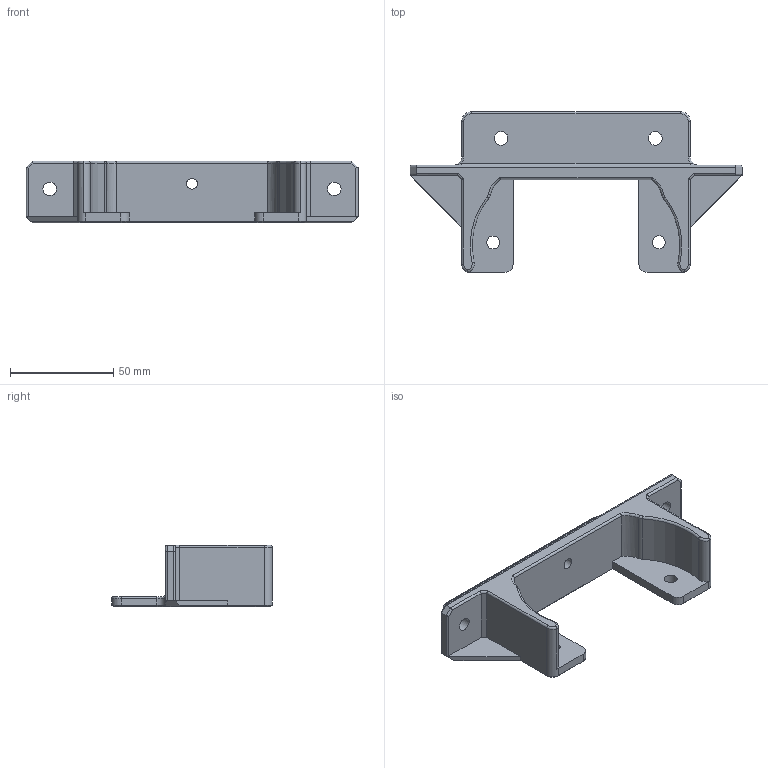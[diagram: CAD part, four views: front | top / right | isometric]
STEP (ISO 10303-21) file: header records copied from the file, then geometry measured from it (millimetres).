
FILE_DESCRIPTION(/* description */ (''),/* implementation_level */ '2;1');
FILE_NAME(/* name */ 'Mounting bracket.step',/* time_stamp */ '2021-06-29T23:32:04-04:00',/* author */ (''),/* organization */ (''),/* preprocessor_version */ 'ST-DEVELOPER v18.1',/* originating_system */ 'Autodesk Translation Framework v10.9.0.1377',/* authorisation */ '');
FILE_SCHEMA (('AUTOMOTIVE_DESIGN { 1 0 10303 214 3 1 1 }'));
Length unit declared in the file: millimetre
Products named in the file (1): Mounting bracket
Bounding box: 161 x 78 x 30 mm (x, y, z)
Volume: 75929.4 mm3; surface area: 28078.8 mm2
Topology: 1 solids, 1 shells, 114 faces, 279 edges, 166 vertices
Faces by surface type: plane 45, cylinder 41, bspline 10, torus 10, cone 8
Full cylindrical faces by diameter (mm): 5.2 x1, 6.2 x2, 6.6 x4
Entity records: 3754 total; most frequent: CARTESIAN_POINT 1034, DIRECTION 561, ORIENTED_EDGE 554, EDGE_CURVE 277, AXIS2_PLACEMENT_3D 199, VERTEX_POINT 166, LINE 163, VECTOR 163
